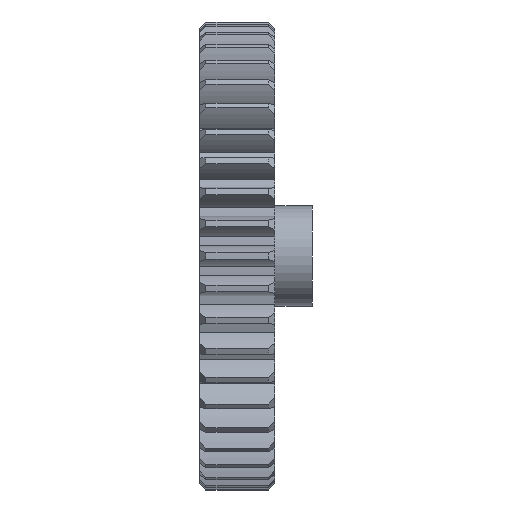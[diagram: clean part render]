
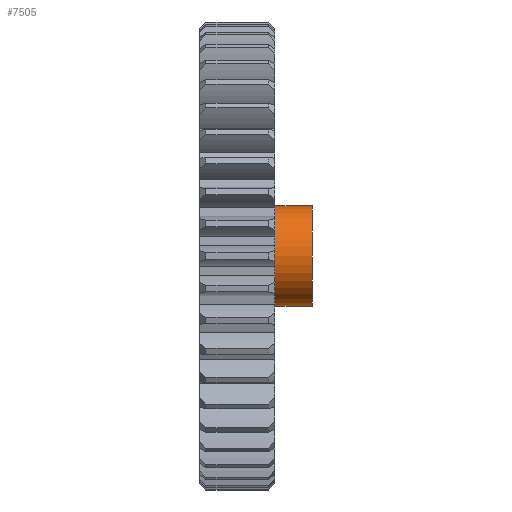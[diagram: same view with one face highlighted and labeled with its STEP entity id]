
A CAD part, front view. The second image highlights one B-rep face of the part: STEP entity #7505.
In plain terms, the highlighted cylindrical face has radius 4 mm (diameter 8 mm), a partial arc.
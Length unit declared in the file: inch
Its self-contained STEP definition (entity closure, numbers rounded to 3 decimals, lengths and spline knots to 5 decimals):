
#490 = VECTOR ( 'NONE', #5828, 39.37008 ) ;
#537 = CARTESIAN_POINT ( 'NONE',  ( 0.35433, 0., -0.15748 ) ) ;
#640 = DIRECTION ( 'NONE',  ( -1., 0., 0. ) ) ;
#863 = AXIS2_PLACEMENT_3D ( 'NONE', #9380, #640, #10163 ) ;
#1049 = CYLINDRICAL_SURFACE ( 'NONE', #863, 0.15748 ) ;
#1060 = EDGE_CURVE ( 'NONE', #1675, #5036, #9666, .T. ) ;
#1073 = CARTESIAN_POINT ( 'NONE',  ( 0.35433, 0., -0.15748 ) ) ;
#1119 = EDGE_CURVE ( 'NONE', #5036, #4554, #4467, .T. ) ;
#1390 = CARTESIAN_POINT ( 'NONE',  ( 0.35433, 0., 0.15748 ) ) ;
#1619 = ORIENTED_EDGE ( 'NONE', *, *, #1119, .F. ) ;
#1675 = VERTEX_POINT ( 'NONE', #5384 ) ;
#2586 = DIRECTION ( 'NONE',  ( 1., 0., 0. ) ) ;
#4467 = LINE ( 'NONE', #1073, #490 ) ;
#4554 = VERTEX_POINT ( 'NONE', #9021 ) ;
#4696 = DIRECTION ( 'NONE',  ( 1., 0., 0. ) ) ;
#5036 = VERTEX_POINT ( 'NONE', #537 ) ;
#5175 = CIRCLE ( 'NONE', #8469, 0.15748 ) ;
#5289 = FACE_OUTER_BOUND ( 'NONE', #8799, .T. ) ;
#5330 = EDGE_CURVE ( 'NONE', #1675, #6492, #10156, .T. ) ;
#5384 = CARTESIAN_POINT ( 'NONE',  ( 0.35433, 0., 0.15748 ) ) ;
#5828 = DIRECTION ( 'NONE',  ( -1., 0., 0. ) ) ;
#6066 = ORIENTED_EDGE ( 'NONE', *, *, #5330, .T. ) ;
#6141 = ORIENTED_EDGE ( 'NONE', *, *, #1060, .F. ) ;
#6492 = VERTEX_POINT ( 'NONE', #8561 ) ;
#6841 = AXIS2_PLACEMENT_3D ( 'NONE', #7339, #2586, #8126 ) ;
#7339 = CARTESIAN_POINT ( 'NONE',  ( 0.35433, 0., 0. ) ) ;
#7505 = ADVANCED_FACE ( 'NONE', ( #5289 ), #1049, .T. ) ;
#7746 = DIRECTION ( 'NONE',  ( -1., 0., 0. ) ) ;
#7821 = VECTOR ( 'NONE', #7746, 39.37008 ) ;
#8126 = DIRECTION ( 'NONE',  ( 0., 0., -1. ) ) ;
#8469 = AXIS2_PLACEMENT_3D ( 'NONE', #9415, #4696, #10214 ) ;
#8561 = CARTESIAN_POINT ( 'NONE',  ( 0.23622, 0., 0.15748 ) ) ;
#8799 = EDGE_LOOP ( 'NONE', ( #1619, #6141, #6066, #10247 ) ) ;
#9021 = CARTESIAN_POINT ( 'NONE',  ( 0.23622, 0., -0.15748 ) ) ;
#9380 = CARTESIAN_POINT ( 'NONE',  ( 0.35433, 0., 0. ) ) ;
#9415 = CARTESIAN_POINT ( 'NONE',  ( 0.23622, 0., 0. ) ) ;
#9666 = CIRCLE ( 'NONE', #6841, 0.15748 ) ;
#9807 = EDGE_CURVE ( 'NONE', #6492, #4554, #5175, .T. ) ;
#10156 = LINE ( 'NONE', #1390, #7821 ) ;
#10163 = DIRECTION ( 'NONE',  ( 0., 0., 1. ) ) ;
#10214 = DIRECTION ( 'NONE',  ( 0., 0., 1. ) ) ;
#10247 = ORIENTED_EDGE ( 'NONE', *, *, #9807, .T. ) ;
